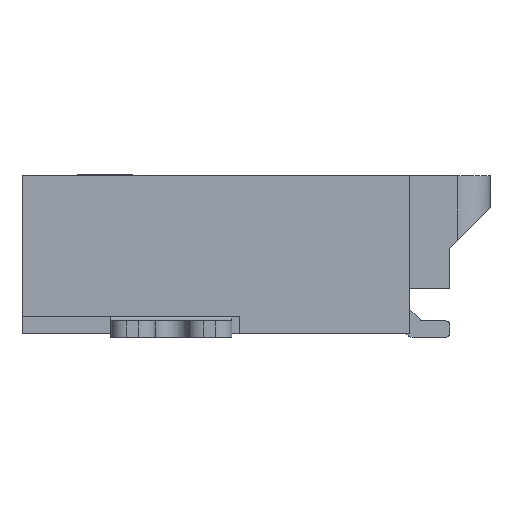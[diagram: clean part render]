
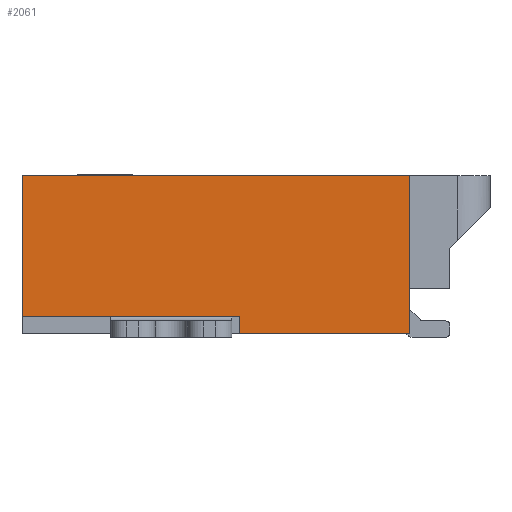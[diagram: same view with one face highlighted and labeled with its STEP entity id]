
A CAD part, left-side view. The second image highlights one B-rep face of the part: STEP entity #2061.
In plain terms, the highlighted planar face has unit normal (-1, 0, 0).
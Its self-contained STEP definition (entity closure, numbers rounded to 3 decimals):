
#57 = LINE ( 'NONE', #436, #31744 ) ;
#267 = VERTEX_POINT ( 'NONE', #26301 ) ;
#436 = CARTESIAN_POINT ( 'NONE',  ( -4.2, 0., 2. ) ) ;
#892 = ORIENTED_EDGE ( 'NONE', *, *, #11983, .T. ) ;
#908 = DIRECTION ( 'NONE',  ( 0., 0., 1. ) ) ;
#1253 = DIRECTION ( 'NONE',  ( 0., 1., 0. ) ) ;
#1637 = CARTESIAN_POINT ( 'NONE',  ( -4.2, -4.301, 0.25 ) ) ;
#1986 = EDGE_LOOP ( 'NONE', ( #4341, #3373, #19112, #892, #29524, #13474 ) ) ;
#2061 = ADVANCED_FACE ( 'NONE', ( #10688 ), #37178, .T. ) ;
#2151 = VERTEX_POINT ( 'NONE', #6565 ) ;
#3199 = DIRECTION ( 'NONE',  ( 0., 1., 0. ) ) ;
#3373 = ORIENTED_EDGE ( 'NONE', *, *, #5357, .T. ) ;
#4341 = ORIENTED_EDGE ( 'NONE', *, *, #15171, .F. ) ;
#4451 = EDGE_CURVE ( 'NONE', #20687, #30432, #57, .T. ) ;
#5357 = EDGE_CURVE ( 'NONE', #267, #19555, #7062, .T. ) ;
#5597 = LINE ( 'NONE', #26124, #37652 ) ;
#6565 = CARTESIAN_POINT ( 'NONE',  ( -4.2, -1.9, 0.05 ) ) ;
#7062 = LINE ( 'NONE', #18724, #7849 ) ;
#7710 = DIRECTION ( 'NONE',  ( 0., 0., 1. ) ) ;
#7821 = EDGE_CURVE ( 'NONE', #2151, #19555, #5597, .T. ) ;
#7849 = VECTOR ( 'NONE', #18540, 1000. ) ;
#8320 = DIRECTION ( 'NONE',  ( 0., 1., 0. ) ) ;
#10280 = CARTESIAN_POINT ( 'NONE',  ( -4.2, 0., 0. ) ) ;
#10688 = FACE_OUTER_BOUND ( 'NONE', #1986, .T. ) ;
#11767 = VERTEX_POINT ( 'NONE', #35251 ) ;
#11983 = EDGE_CURVE ( 'NONE', #2151, #20687, #27116, .T. ) ;
#12165 = VECTOR ( 'NONE', #908, 1000. ) ;
#12586 = VECTOR ( 'NONE', #1253, 1000. ) ;
#12736 = CARTESIAN_POINT ( 'NONE',  ( -4.2, 2.9, 2. ) ) ;
#13474 = ORIENTED_EDGE ( 'NONE', *, *, #23482, .F. ) ;
#14074 = AXIS2_PLACEMENT_3D ( 'NONE', #10280, #22507, #37373 ) ;
#15171 = EDGE_CURVE ( 'NONE', #267, #11767, #33832, .T. ) ;
#18540 = DIRECTION ( 'NONE',  ( 0., 0., -1. ) ) ;
#18724 = CARTESIAN_POINT ( 'NONE',  ( -4.2, 0.2, 0. ) ) ;
#19112 = ORIENTED_EDGE ( 'NONE', *, *, #7821, .F. ) ;
#19535 = CARTESIAN_POINT ( 'NONE',  ( -4.2, 0.2, 0.05 ) ) ;
#19555 = VERTEX_POINT ( 'NONE', #19535 ) ;
#20687 = VERTEX_POINT ( 'NONE', #27418 ) ;
#22507 = DIRECTION ( 'NONE',  ( -1., 0., 0. ) ) ;
#23482 = EDGE_CURVE ( 'NONE', #11767, #30432, #37111, .T. ) ;
#25897 = CARTESIAN_POINT ( 'NONE',  ( -4.2, 2.9, 0. ) ) ;
#26124 = CARTESIAN_POINT ( 'NONE',  ( -4.2, 0., 0.05 ) ) ;
#26301 = CARTESIAN_POINT ( 'NONE',  ( -4.2, 0.2, 0.25 ) ) ;
#27116 = LINE ( 'NONE', #27676, #12165 ) ;
#27418 = CARTESIAN_POINT ( 'NONE',  ( -4.2, -1.9, 2. ) ) ;
#27676 = CARTESIAN_POINT ( 'NONE',  ( -4.2, -1.9, 0. ) ) ;
#28549 = VECTOR ( 'NONE', #7710, 1000. ) ;
#29524 = ORIENTED_EDGE ( 'NONE', *, *, #4451, .T. ) ;
#30432 = VERTEX_POINT ( 'NONE', #12736 ) ;
#31744 = VECTOR ( 'NONE', #3199, 1000. ) ;
#33832 = LINE ( 'NONE', #1637, #12586 ) ;
#35251 = CARTESIAN_POINT ( 'NONE',  ( -4.2, 2.9, 0.25 ) ) ;
#37111 = LINE ( 'NONE', #25897, #28549 ) ;
#37178 = PLANE ( 'NONE',  #14074 ) ;
#37373 = DIRECTION ( 'NONE',  ( 0., -1., 0. ) ) ;
#37652 = VECTOR ( 'NONE', #8320, 1000. ) ;
